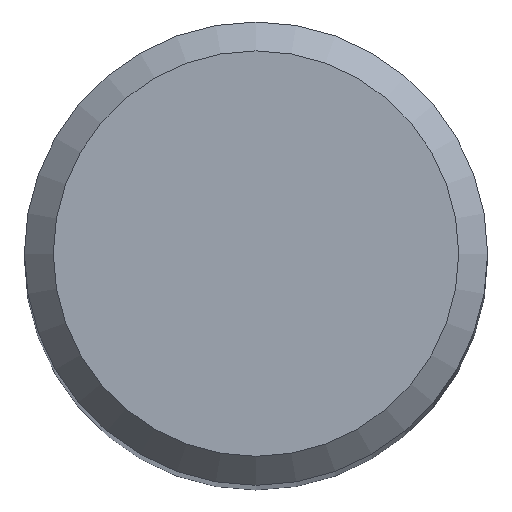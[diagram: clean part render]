
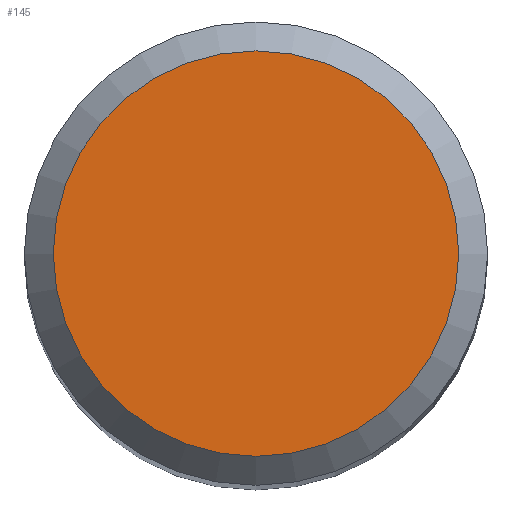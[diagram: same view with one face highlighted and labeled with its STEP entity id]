
A CAD part, top view. The second image highlights one B-rep face of the part: STEP entity #145.
In plain terms, the highlighted planar face has unit normal (0, 0, 1).
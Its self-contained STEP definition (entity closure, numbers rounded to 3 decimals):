
#5 = CARTESIAN_POINT ( 'NONE',  ( 0., 3.5, 63. ) ) ;
#30 = PLANE ( 'NONE',  #122 ) ;
#33 = EDGE_LOOP ( 'NONE', ( #35 ) ) ;
#35 = ORIENTED_EDGE ( 'NONE', *, *, #172, .F. ) ;
#39 = CARTESIAN_POINT ( 'NONE',  ( 0., 0., 63. ) ) ;
#51 = DIRECTION ( 'NONE',  ( 0., 1., 0. ) ) ;
#68 = FACE_OUTER_BOUND ( 'NONE', #33, .T. ) ;
#73 = CIRCLE ( 'NONE', #158, 3.5 ) ;
#113 = DIRECTION ( 'NONE',  ( 0., 1., 0. ) ) ;
#122 = AXIS2_PLACEMENT_3D ( 'NONE', #223, #227, #51 ) ;
#145 = ADVANCED_FACE ( 'NONE', ( #68 ), #30, .F. ) ;
#158 = AXIS2_PLACEMENT_3D ( 'NONE', #39, #192, #113 ) ;
#172 = EDGE_CURVE ( 'NONE', #231, #231, #73, .T. ) ;
#192 = DIRECTION ( 'NONE',  ( 0., 0., -1. ) ) ;
#223 = CARTESIAN_POINT ( 'NONE',  ( 0., 0., 63. ) ) ;
#227 = DIRECTION ( 'NONE',  ( 0., 0., -1. ) ) ;
#231 = VERTEX_POINT ( 'NONE', #5 ) ;
